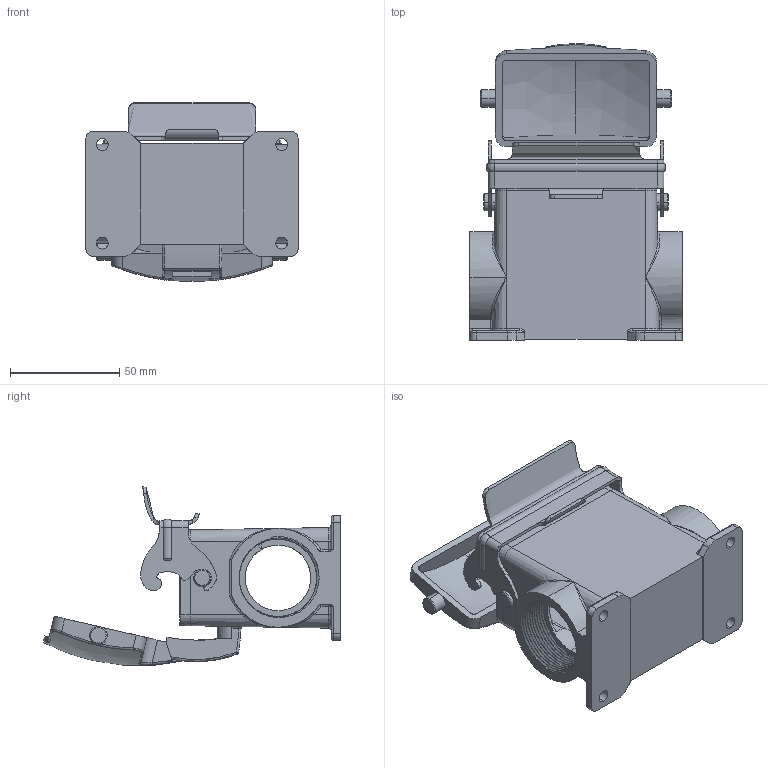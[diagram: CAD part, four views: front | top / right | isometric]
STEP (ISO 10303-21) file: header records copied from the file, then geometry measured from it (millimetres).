
FILE_DESCRIPTION (( 'STEP AP214' ), '1' );
FILE_NAME ('ZP-MC10B-2-SSM29CL.step', '2015-08-12T18:06:34', ( '' ), ( '' ), 'SwSTEP 2.0', 'SolidWorks 2014', '' );
FILE_SCHEMA (( 'AUTOMOTIVE_DESIGN' ));
Length unit declared in the file: millimetre
Products named in the file (1): ZP-MC10B-2-SSM29CL
Bounding box: 97 x 135.6 x 81.57 mm (x, y, z)
Volume: 144249.8 mm3; surface area: 70546.9 mm2
Topology: 3 solids, 3 shells, 467 faces, 1189 edges, 731 vertices
Faces by surface type: cylinder 176, plane 159, bspline 56, torus 36, cone 28, sphere 12
Entity records: 23634 total; most frequent: CARTESIAN_POINT 9760, ORIENTED_EDGE 2354, DIRECTION 2075, EDGE_CURVE 1177, AXIS2_PLACEMENT_3D 777, VERTEX_POINT 731, LINE 521, VECTOR 521
